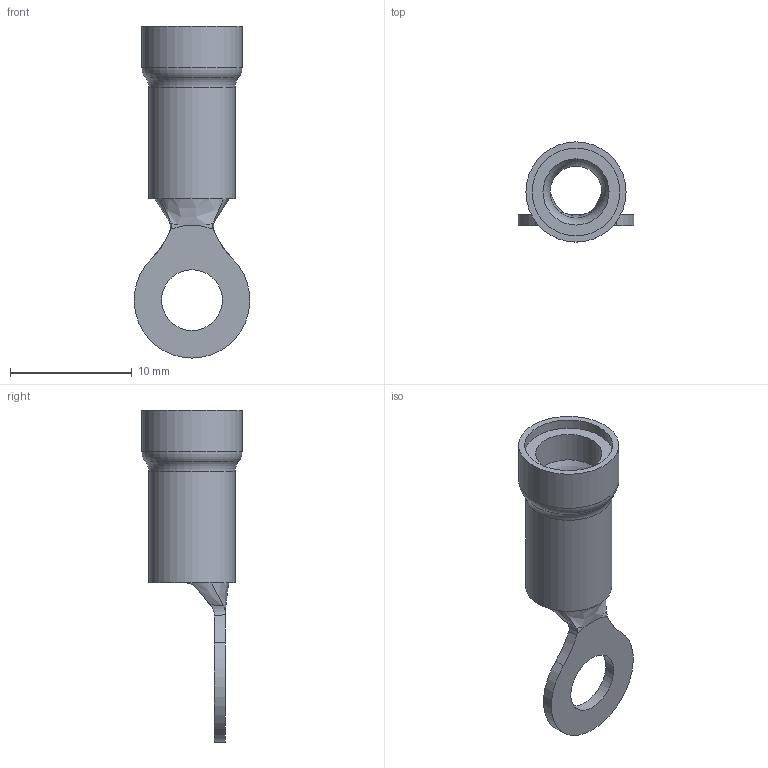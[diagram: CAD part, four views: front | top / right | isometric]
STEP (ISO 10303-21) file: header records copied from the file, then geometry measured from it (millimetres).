
FILE_DESCRIPTION(/* description */ (''),/* implementation_level */ '2;1');
FILE_NAME(/* name */ '3-16.stp',/* time_stamp */ '2013-07-20T18:26:58-04:00',/* author */ ('Saville'),/* organization */ (''),/* preprocessor_version */ 'ST-DEVELOPER v15.2',/* originating_system */ 'Autodesk Inventor 2014',/* authorisation */ '');
FILE_SCHEMA (('AUTOMOTIVE_DESIGN { 1 0 10303 214 3 1 1 }'));
Length unit declared in the file: inch
Products named in the file (1): 3-16
Bounding box: 9.5 x 8.23 x 27.27 mm (x, y, z)
Volume: 428 mm3; surface area: 1320.1 mm2
Topology: 2 solids, 2 shells, 46 faces, 122 edges, 75 vertices
Faces by surface type: cylinder 16, plane 12, bspline 10, torus 7, cone 1
Full cylindrical faces by diameter (mm): 4.28 x1, 4.991 x1, 5.436 x1, 6.058 x2, 7.074 x1, 7.214 x2, 8.23 x1
Entity records: 1633 total; most frequent: CARTESIAN_POINT 636, ORIENTED_EDGE 192, DIRECTION 172, EDGE_CURVE 96, AXIS2_PLACEMENT_3D 73, VERTEX_POINT 70, EDGE_LOOP 68, ADVANCED_FACE 46
